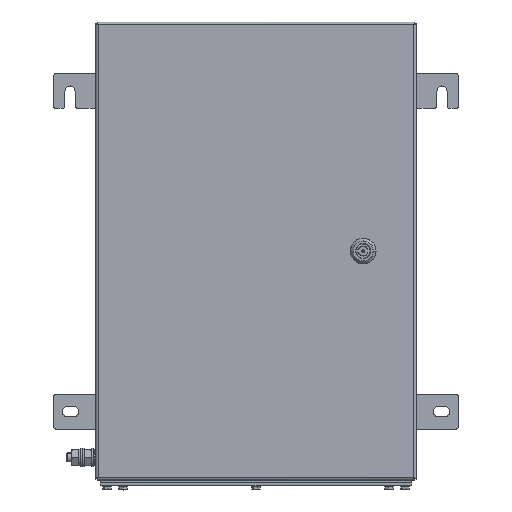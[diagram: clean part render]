
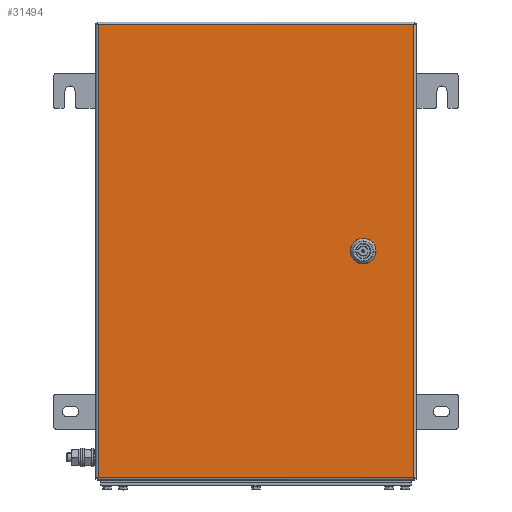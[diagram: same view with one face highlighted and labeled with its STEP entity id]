
A CAD part, top view. The second image highlights one B-rep face of the part: STEP entity #31494.
In plain terms, the highlighted planar face has unit normal (0, 0, 1).
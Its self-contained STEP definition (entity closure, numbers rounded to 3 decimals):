
#605 = ORIENTED_EDGE ( 'NONE', *, *, #8494, .T. ) ;
#711 = DIRECTION ( 'NONE',  ( 1., 0., 0. ) ) ;
#1122 = CARTESIAN_POINT ( 'NONE',  ( 172.25, -247.25, 0. ) ) ;
#1464 = CARTESIAN_POINT ( 'NONE',  ( 106.95, 5.056, 0. ) ) ;
#1891 = ORIENTED_EDGE ( 'NONE', *, *, #23051, .F. ) ;
#2102 = VECTOR ( 'NONE', #18205, 1000. ) ;
#2472 = EDGE_LOOP ( 'NONE', ( #20316, #605, #7932, #10487 ) ) ;
#2548 = VECTOR ( 'NONE', #3330, 1000. ) ;
#2647 = DIRECTION ( 'NONE',  ( 0., 0., -1. ) ) ;
#2821 = CARTESIAN_POINT ( 'NONE',  ( 117., 0., 0. ) ) ;
#2932 = LINE ( 'NONE', #1464, #16416 ) ;
#3042 = EDGE_CURVE ( 'NONE', #8103, #13521, #11266, .T. ) ;
#3106 = LINE ( 'NONE', #11938, #17415 ) ;
#3330 = DIRECTION ( 'NONE',  ( -1., 0., 0. ) ) ;
#3633 = EDGE_CURVE ( 'NONE', #3680, #7147, #12908, .T. ) ;
#3680 = VERTEX_POINT ( 'NONE', #32198 ) ;
#3715 = LINE ( 'NONE', #25173, #24130 ) ;
#4236 = DIRECTION ( 'NONE',  ( 0., -1., 0. ) ) ;
#5100 = AXIS2_PLACEMENT_3D ( 'NONE', #7193, #25752, #9928 ) ;
#5551 = DIRECTION ( 'NONE',  ( 1., 0., 0. ) ) ;
#5820 = CARTESIAN_POINT ( 'NONE',  ( 117., 0., 0. ) ) ;
#6195 = ORIENTED_EDGE ( 'NONE', *, *, #6739, .F. ) ;
#6223 = CARTESIAN_POINT ( 'NONE',  ( -172.25, 248.493, 0. ) ) ;
#6739 = EDGE_CURVE ( 'NONE', #10351, #16070, #25508, .T. ) ;
#7147 = VERTEX_POINT ( 'NONE', #18299 ) ;
#7185 = CARTESIAN_POINT ( 'NONE',  ( 111.944, 10.05, 0. ) ) ;
#7193 = CARTESIAN_POINT ( 'NONE',  ( 117., 0., 0. ) ) ;
#7932 = ORIENTED_EDGE ( 'NONE', *, *, #21149, .T. ) ;
#8030 = VERTEX_POINT ( 'NONE', #19922 ) ;
#8103 = VERTEX_POINT ( 'NONE', #28282 ) ;
#8494 = EDGE_CURVE ( 'NONE', #8030, #28544, #22001, .T. ) ;
#8572 = DIRECTION ( 'NONE',  ( 1., 0., 0. ) ) ;
#8982 = LINE ( 'NONE', #19317, #2548 ) ;
#9524 = VERTEX_POINT ( 'NONE', #30702 ) ;
#9922 = DIRECTION ( 'NONE',  ( -1., 0., 0. ) ) ;
#9928 = DIRECTION ( 'NONE',  ( 1., 0., 0. ) ) ;
#10061 = ORIENTED_EDGE ( 'NONE', *, *, #32398, .F. ) ;
#10248 = LINE ( 'NONE', #31404, #2102 ) ;
#10351 = VERTEX_POINT ( 'NONE', #15447 ) ;
#10487 = ORIENTED_EDGE ( 'NONE', *, *, #32158, .T. ) ;
#10491 = VERTEX_POINT ( 'NONE', #18490 ) ;
#11033 = EDGE_CURVE ( 'NONE', #7147, #8103, #3715, .T. ) ;
#11266 = CIRCLE ( 'NONE', #32033, 11.25 ) ;
#11888 = CARTESIAN_POINT ( 'NONE',  ( 106.95, 5.056, 0. ) ) ;
#11938 = CARTESIAN_POINT ( 'NONE',  ( 172.25, -248.493, 0. ) ) ;
#12831 = EDGE_CURVE ( 'NONE', #21077, #8030, #19443, .T. ) ;
#12908 = CIRCLE ( 'NONE', #31507, 11.25 ) ;
#13454 = CARTESIAN_POINT ( 'NONE',  ( 175., 250., 0. ) ) ;
#13521 = VERTEX_POINT ( 'NONE', #25376 ) ;
#15123 = VECTOR ( 'NONE', #16475, 1000. ) ;
#15447 = CARTESIAN_POINT ( 'NONE',  ( 111.944, 10.05, 0. ) ) ;
#16070 = VERTEX_POINT ( 'NONE', #11888 ) ;
#16416 = VECTOR ( 'NONE', #4236, 1000. ) ;
#16463 = CARTESIAN_POINT ( 'NONE',  ( 122.056, 10.05, 0. ) ) ;
#16475 = DIRECTION ( 'NONE',  ( 1., 0., 0. ) ) ;
#16881 = DIRECTION ( 'NONE',  ( 0., 0., 1. ) ) ;
#17289 = CIRCLE ( 'NONE', #5100, 11.25 ) ;
#17415 = VECTOR ( 'NONE', #22090, 1000. ) ;
#18205 = DIRECTION ( 'NONE',  ( 0., 1., 0. ) ) ;
#18299 = CARTESIAN_POINT ( 'NONE',  ( 111.944, -10.05, 0. ) ) ;
#18490 = CARTESIAN_POINT ( 'NONE',  ( 172.25, 247.25, 0. ) ) ;
#18697 = ORIENTED_EDGE ( 'NONE', *, *, #3633, .F. ) ;
#18778 = DIRECTION ( 'NONE',  ( 1., 0., 0. ) ) ;
#19093 = CARTESIAN_POINT ( 'NONE',  ( -173.493, -247.25, 0. ) ) ;
#19317 = CARTESIAN_POINT ( 'NONE',  ( 173.493, 247.25, 0. ) ) ;
#19403 = LINE ( 'NONE', #7185, #32721 ) ;
#19443 = LINE ( 'NONE', #6223, #32763 ) ;
#19922 = CARTESIAN_POINT ( 'NONE',  ( -172.25, -247.25, 0. ) ) ;
#20316 = ORIENTED_EDGE ( 'NONE', *, *, #12831, .T. ) ;
#21077 = VERTEX_POINT ( 'NONE', #29682 ) ;
#21149 = EDGE_CURVE ( 'NONE', #28544, #10491, #3106, .T. ) ;
#21299 = DIRECTION ( 'NONE',  ( -1., 0., 0. ) ) ;
#21398 = EDGE_CURVE ( 'NONE', #31060, #10351, #19403, .T. ) ;
#21444 = DIRECTION ( 'NONE',  ( 0., 0., 1. ) ) ;
#22001 = LINE ( 'NONE', #19093, #15123 ) ;
#22090 = DIRECTION ( 'NONE',  ( 0., 1., 0. ) ) ;
#22362 = ORIENTED_EDGE ( 'NONE', *, *, #21398, .F. ) ;
#23051 = EDGE_CURVE ( 'NONE', #9524, #31060, #17289, .T. ) ;
#23225 = EDGE_LOOP ( 'NONE', ( #22362, #1891, #10061, #24904, #31983, #18697, #33651, #6195 ) ) ;
#23882 = PLANE ( 'NONE',  #23897 ) ;
#23897 = AXIS2_PLACEMENT_3D ( 'NONE', #13454, #2647, #21299 ) ;
#24130 = VECTOR ( 'NONE', #18778, 1000. ) ;
#24412 = DIRECTION ( 'NONE',  ( 0., 0., 1. ) ) ;
#24904 = ORIENTED_EDGE ( 'NONE', *, *, #3042, .F. ) ;
#25173 = CARTESIAN_POINT ( 'NONE',  ( 111.944, -10.05, 0. ) ) ;
#25187 = EDGE_CURVE ( 'NONE', #16070, #3680, #2932, .T. ) ;
#25376 = CARTESIAN_POINT ( 'NONE',  ( 127.05, -5.056, 0. ) ) ;
#25508 = CIRCLE ( 'NONE', #25966, 11.25 ) ;
#25752 = DIRECTION ( 'NONE',  ( 0., 0., 1. ) ) ;
#25966 = AXIS2_PLACEMENT_3D ( 'NONE', #5820, #24412, #8572 ) ;
#26006 = FACE_OUTER_BOUND ( 'NONE', #2472, .T. ) ;
#27514 = DIRECTION ( 'NONE',  ( 0., -1., 0. ) ) ;
#28282 = CARTESIAN_POINT ( 'NONE',  ( 122.056, -10.05, 0. ) ) ;
#28544 = VERTEX_POINT ( 'NONE', #1122 ) ;
#29682 = CARTESIAN_POINT ( 'NONE',  ( -172.25, 247.25, 0. ) ) ;
#30702 = CARTESIAN_POINT ( 'NONE',  ( 127.05, 5.056, 0. ) ) ;
#31060 = VERTEX_POINT ( 'NONE', #16463 ) ;
#31404 = CARTESIAN_POINT ( 'NONE',  ( 127.05, 5.056, 0. ) ) ;
#31494 = ADVANCED_FACE ( 'NONE', ( #32237, #26006 ), #23882, .F. ) ;
#31507 = AXIS2_PLACEMENT_3D ( 'NONE', #2821, #21444, #5551 ) ;
#31983 = ORIENTED_EDGE ( 'NONE', *, *, #11033, .F. ) ;
#32033 = AXIS2_PLACEMENT_3D ( 'NONE', #32742, #16881, #711 ) ;
#32158 = EDGE_CURVE ( 'NONE', #10491, #21077, #8982, .T. ) ;
#32198 = CARTESIAN_POINT ( 'NONE',  ( 106.95, -5.056, 0. ) ) ;
#32237 = FACE_BOUND ( 'NONE', #23225, .T. ) ;
#32398 = EDGE_CURVE ( 'NONE', #13521, #9524, #10248, .T. ) ;
#32721 = VECTOR ( 'NONE', #9922, 1000. ) ;
#32742 = CARTESIAN_POINT ( 'NONE',  ( 117., 0., 0. ) ) ;
#32763 = VECTOR ( 'NONE', #27514, 1000. ) ;
#33651 = ORIENTED_EDGE ( 'NONE', *, *, #25187, .F. ) ;
